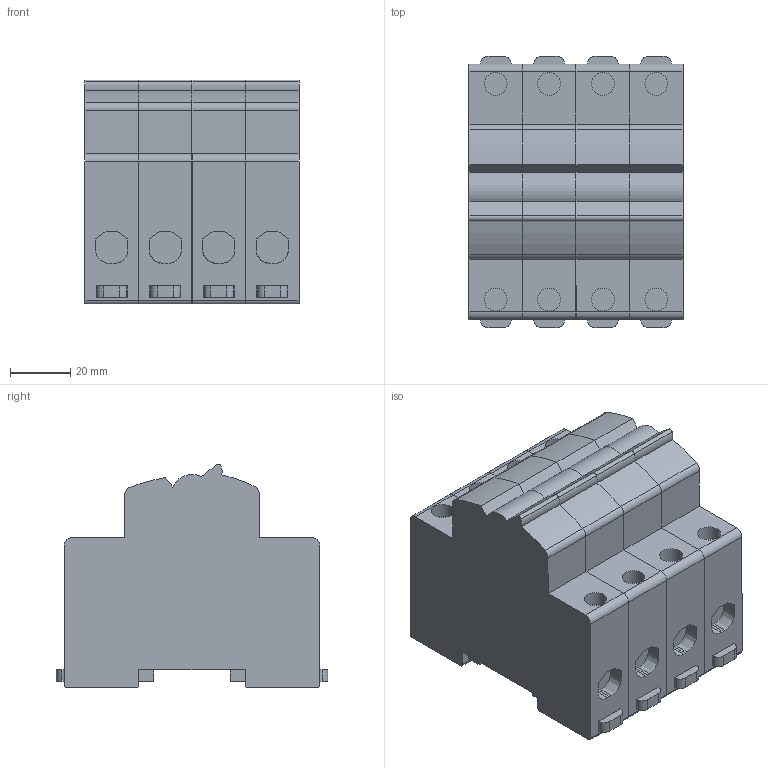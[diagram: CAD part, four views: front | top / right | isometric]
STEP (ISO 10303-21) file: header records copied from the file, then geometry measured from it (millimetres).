
FILE_DESCRIPTION(('CATIA V5 STEP Exchange','CAx-IF Rec.Pracs.--- Model Styling and Organization---1.4--- 2014-01-23'),'2;1');
FILE_NAME('MT 4 MOD.stp','2020-02-05T15:28:24+00:00',('none'),('none'),'CATIA Version 5-6 Release 2016 SP4','CATIA V5 STEP AP214','none');
FILE_SCHEMA(('AUTOMOTIVE_DESIGN { 1 0 10303 214 1 1 1 1 }'));
Length unit declared in the file: millimetre
Products named in the file (2): Product1; MT cubo
Assembly tree (4 placements, depth 2):
  Product1
    MT cubo  x4
Bounding box: 71.2 x 90.32 x 74.45 mm (x, y, z)
Volume: 346520.2 mm3; surface area: 65137.1 mm2
Topology: 4 solids, 4 shells, 304 faces, 816 edges, 544 vertices
Faces by surface type: plane 200, cylinder 92, extrusion 12
Entity records: 2371 total; most frequent: CARTESIAN_POINT 482, ORIENTED_EDGE 408, DIRECTION 323, EDGE_CURVE 204, VECTOR 149, LINE 146, VERTEX_POINT 136, AXIS2_PLACEMENT_3D 110
